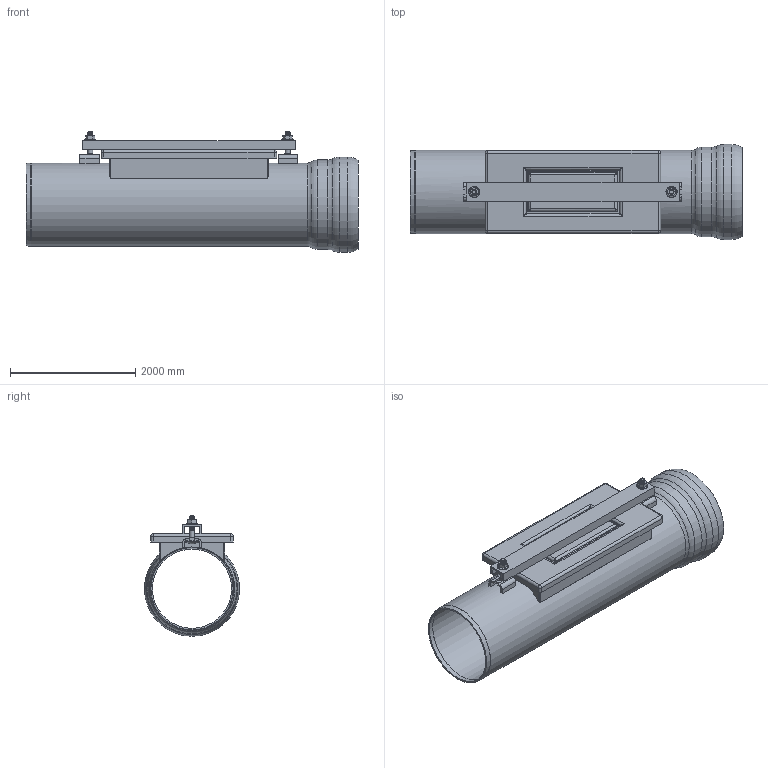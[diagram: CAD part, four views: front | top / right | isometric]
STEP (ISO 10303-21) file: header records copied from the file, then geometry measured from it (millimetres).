
FILE_DESCRIPTION(/* description */ (''),/* implementation_level */ '2;1');
FILE_NAME(/* name */ '00553.125X_3D.stp',/* time_stamp */ '2024-12-11T12:57:35+01:00',/* author */ ('CAD'),/* organization */ (''),/* preprocessor_version */ 'ST-DEVELOPER v20',/* originating_system */ 'AutoCAD Mechanical',/* authorisation */ '');
FILE_SCHEMA (('AUTOMOTIVE_DESIGN { 1 0 10303 214 3 1 1 }'));
Length unit declared in the file: centimetre
Products named in the file (3): Product; S901863C; *S1
Assembly tree (2 placements, depth 2):
  Product
    S901863C
    *S1
Bounding box: 5300 x 1518 x 1924 mm (x, y, z)
Volume: 845540965.5 mm3; surface area: 68043829.4 mm2
Topology: 14 solids, 14 shells, 441 faces, 1017 edges, 584 vertices
Faces by surface type: plane 183, cylinder 118, cone 68, bspline 32, torus 22, sphere 18
Full cylindrical faces by diameter (mm): 66.47 x2, 80 x2, 100 x2, 206.5 x2, 1280 x1, 1330 x1, 1378 x1, 1428 x1, 1468 x1, 1518 x1
Entity records: 14082 total; most frequent: CARTESIAN_POINT 4212, DIRECTION 2099, ORIENTED_EDGE 1976, EDGE_CURVE 988, AXIS2_PLACEMENT_3D 758, LINE 583, VECTOR 583, VERTEX_POINT 578
